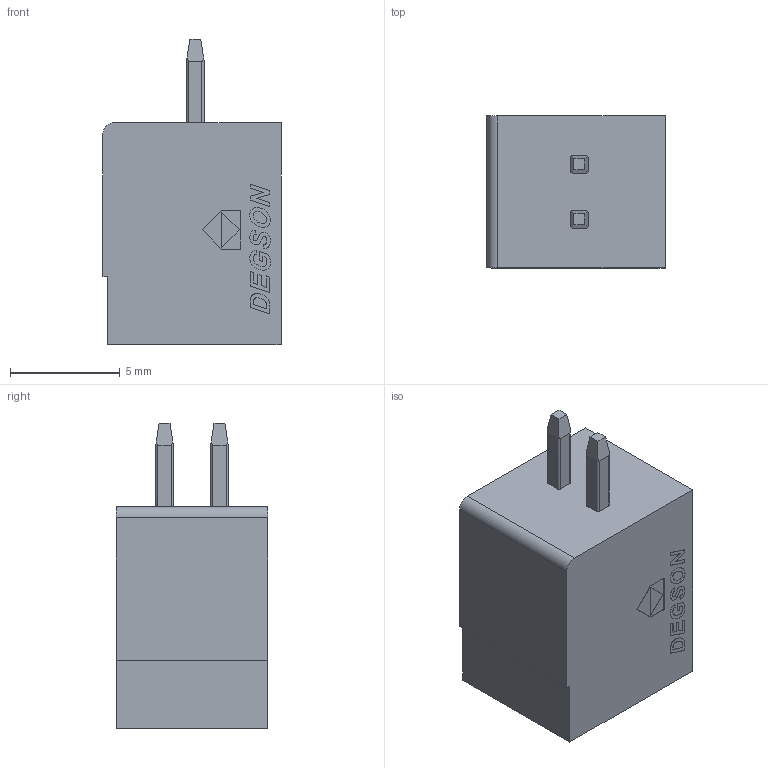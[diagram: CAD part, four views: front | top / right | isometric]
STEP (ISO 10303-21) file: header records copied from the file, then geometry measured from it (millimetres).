
FILE_DESCRIPTION(/* description */ ('Unknown'),/* implementation_level */ '2;1');
FILE_NAME(/* name */ '15EDGVC-2.5-02P-1Y-00A(H)-C',/* time_stamp */ '2022-05-24T09:51:15+08:00',/* author */ ('Unknown'),/* organization */ ('Unknown'),/* preprocessor_version */ 'ST-DEVELOPER v16.7',/* originating_system */ 'Solid Edge',/* authorisation */ 'Unknown');
FILE_SCHEMA (('AUTOMOTIVE_DESIGN {1 0 10303 214 3 1 1}'));
Length unit declared in the file: millimetre
Products named in the file (1): 15EDGVC-2
Bounding box: 8.1 x 6.9 x 13.9 mm (x, y, z)
Volume: 390.8 mm3; surface area: 664.3 mm2
Topology: 1 solids, 13 shells, 483 faces, 1310 edges, 870 vertices
Faces by surface type: plane 454, cylinder 25, cone 2, torus 2
Entity records: 14925 total; most frequent: CARTESIAN_POINT 2658, ORIENTED_EDGE 2610, DIRECTION 2353, EDGE_CURVE 1305, LINE 1225, VECTOR 1225, VERTEX_POINT 869, AXIS2_PLACEMENT_3D 564
